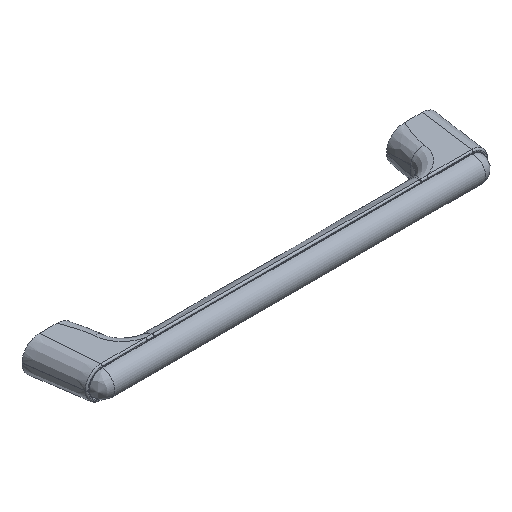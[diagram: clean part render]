
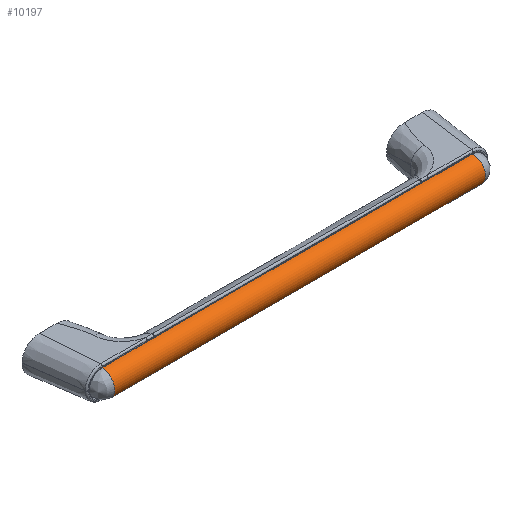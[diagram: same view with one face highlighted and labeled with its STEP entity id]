
A CAD part, isometric view. The second image highlights one B-rep face of the part: STEP entity #10197.
In plain terms, the highlighted free-form (B-spline) face has degree [1, 2] with [2, 7] control points.
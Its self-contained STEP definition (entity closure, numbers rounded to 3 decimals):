
#10036=CARTESIAN_POINT('',(119.0,-6.928,-12.0));
#10037=VERTEX_POINT('',#10036);
#10038=CARTESIAN_POINT('',(-119.0,-6.928,-12.0));
#10039=VERTEX_POINT('',#10038);
#10040=CARTESIAN_POINT('',(119.0,-6.928,-12.0));
#10041=CARTESIAN_POINT('',(-119.0,-6.928,-12.0));
#10042=QUASI_UNIFORM_CURVE('',1,(#10040,#10041),.UNSPECIFIED.,.F.,.U.);
#10043=EDGE_CURVE('',#10037,#10039,#10042,.T.);
#10045=CARTESIAN_POINT('',(-119.0,6.928,-12.0));
#10046=VERTEX_POINT('',#10045);
#10062=CARTESIAN_POINT('',(119.0,6.928,-12.0));
#10063=VERTEX_POINT('',#10062);
#10064=CARTESIAN_POINT('',(-119.0,6.928,-12.0));
#10065=CARTESIAN_POINT('',(119.0,6.928,-12.0));
#10066=QUASI_UNIFORM_CURVE('',1,(#10064,#10065),.UNSPECIFIED.,.F.,.U.);
#10067=EDGE_CURVE('',#10046,#10063,#10066,.T.);
#10137=CARTESIAN_POINT('',(124.95,6.821,-12.18));
#10138=CARTESIAN_POINT('',(-125.099,6.821,-12.18));
#10139=CARTESIAN_POINT('',(124.95,10.455,-6.25));
#10140=CARTESIAN_POINT('',(-125.099,10.455,-6.25));
#10141=CARTESIAN_POINT('',(124.95,5.089,-1.827));
#10142=CARTESIAN_POINT('',(-125.099,5.089,-1.827));
#10143=CARTESIAN_POINT('',(124.95,-0.277,2.596));
#10144=CARTESIAN_POINT('',(-125.099,-0.277,2.596));
#10145=CARTESIAN_POINT('',(124.95,-5.405,-2.102));
#10146=CARTESIAN_POINT('',(-125.099,-5.405,-2.102));
#10147=CARTESIAN_POINT('',(124.95,-10.532,-6.8));
#10148=CARTESIAN_POINT('',(-125.099,-10.532,-6.8));
#10149=CARTESIAN_POINT('',(124.95,-6.593,-12.531));
#10150=CARTESIAN_POINT('',(-125.099,-6.593,-12.531));
#10158=(BOUNDED_SURFACE()B_SPLINE_SURFACE(1,2,((#10137,#10139,#10141,#10143,#10145,#10147,#10149),(#10138,#10140,#10142,#10144,#10146,#10148,#10150)),.UNSPECIFIED.,.F.,.F.,.U.)B_SPLINE_SURFACE_WITH_KNOTS((2,2),(3,2,2,3),(0.0,250.049),(0.0,11.964,23.929,35.893),.UNSPECIFIED.)GEOMETRIC_REPRESENTATION_ITEM()RATIONAL_B_SPLINE_SURFACE(((1.0,0.755,1.0,0.755,1.0,0.755,1.0),(1.0,0.755,1.0,0.755,1.0,0.755,1.0)))REPRESENTATION_ITEM('')SURFACE());
#10159=ORIENTED_EDGE('',*,*,#10043,.F.);
#10160=CARTESIAN_POINT('',(119.0,-6.928,-12.0));
#10161=CARTESIAN_POINT('',(119.0,-10.285,-6.187));
#10162=CARTESIAN_POINT('',(119.0,-5.142,-1.872));
#10163=CARTESIAN_POINT('',(119.0,0.,2.443));
#10164=CARTESIAN_POINT('',(119.0,5.142,-1.872));
#10165=CARTESIAN_POINT('',(119.0,10.285,-6.187));
#10166=CARTESIAN_POINT('',(119.0,6.928,-12.));
#10174=(BOUNDED_CURVE()B_SPLINE_CURVE(2,(#10160,#10161,#10162,#10163,#10164,#10165,#10166),.UNSPECIFIED.,.F.,.U.)B_SPLINE_CURVE_WITH_KNOTS((3,2,2,3),(0.0,0.333,0.667,1.0),.UNSPECIFIED.)CURVE()GEOMETRIC_REPRESENTATION_ITEM()RATIONAL_B_SPLINE_CURVE((1.0,0.766,1.0,0.766,1.0,0.766,1.0))REPRESENTATION_ITEM(''));
#10175=EDGE_CURVE('',#10037,#10063,#10174,.T.);
#10176=ORIENTED_EDGE('',*,*,#10175,.T.);
#10177=ORIENTED_EDGE('',*,*,#10067,.F.);
#10178=CARTESIAN_POINT('',(-119.0,-6.928,-12.));
#10179=CARTESIAN_POINT('',(-119.0,-10.285,-6.187));
#10180=CARTESIAN_POINT('',(-119.0,-5.142,-1.872));
#10181=CARTESIAN_POINT('',(-119.0,0.,2.443));
#10182=CARTESIAN_POINT('',(-119.0,5.142,-1.872));
#10183=CARTESIAN_POINT('',(-119.0,10.285,-6.187));
#10184=CARTESIAN_POINT('',(-119.0,6.928,-12.));
#10192=(BOUNDED_CURVE()B_SPLINE_CURVE(2,(#10178,#10179,#10180,#10181,#10182,#10183,#10184),.UNSPECIFIED.,.F.,.U.)B_SPLINE_CURVE_WITH_KNOTS((3,2,2,3),(0.0,0.333,0.667,1.0),.UNSPECIFIED.)CURVE()GEOMETRIC_REPRESENTATION_ITEM()RATIONAL_B_SPLINE_CURVE((1.0,0.766,1.0,0.766,1.0,0.766,1.0))REPRESENTATION_ITEM(''));
#10193=EDGE_CURVE('',#10039,#10046,#10192,.T.);
#10194=ORIENTED_EDGE('',*,*,#10193,.F.);
#10195=EDGE_LOOP('',(#10159,#10176,#10177,#10194));
#10196=FACE_OUTER_BOUND('',#10195,.T.);
#10197=ADVANCED_FACE('',(#10196),#10158,.T.);
